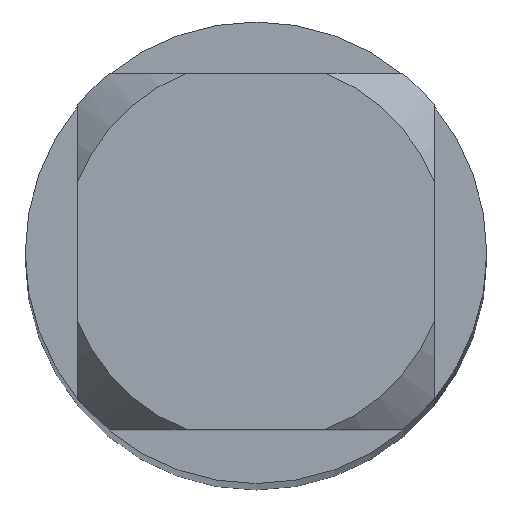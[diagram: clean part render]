
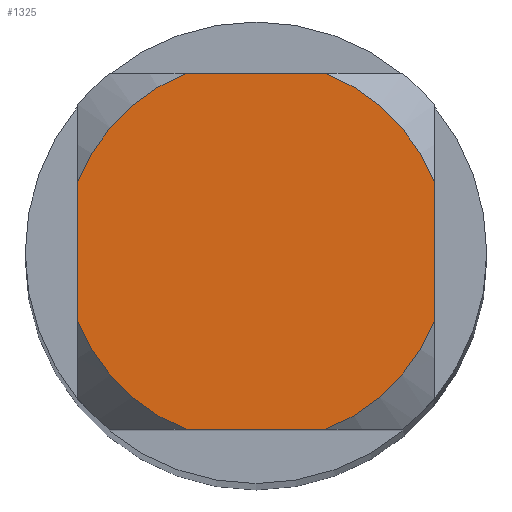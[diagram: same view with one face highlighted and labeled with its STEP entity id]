
A CAD part, top view. The second image highlights one B-rep face of the part: STEP entity #1325.
In plain terms, the highlighted planar face has unit normal (0, 0, 1).
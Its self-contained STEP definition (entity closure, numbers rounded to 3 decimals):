
#995=VERTEX_POINT('',#2879);
#1027=EDGE_CURVE('',#2419,#2681,#2913,.T.);
#1263=EDGE_CURVE('',#2419,#2035,#3173,.T.);
#1325=ADVANCED_FACE('',(#3240),#3241,.T.);
#1453=VERTEX_POINT('',#3388);
#1483=VERTEX_POINT('',#3422);
#1495=EDGE_CURVE('',#1483,#995,#3437,.T.);
#1521=VERTEX_POINT('',#3466);
#1899=EDGE_CURVE('',#1453,#1521,#3868,.T.);
#2035=VERTEX_POINT('',#4016);
#2045=EDGE_CURVE('',#2763,#2681,#4028,.T.);
#2221=EDGE_CURVE('',#2763,#1521,#4220,.T.);
#2419=VERTEX_POINT('',#4438);
#2623=EDGE_CURVE('',#1453,#995,#4655,.T.);
#2681=VERTEX_POINT('',#4718);
#2739=EDGE_CURVE('',#1483,#2035,#4785,.T.);
#2763=VERTEX_POINT('',#4810);
#2879=CARTESIAN_POINT('',(-0.529,1.35,0.0));
#2913=CIRCLE('',#5051,1.45);
#3173=LINE('',#6102,#6103);
#3240=FACE_OUTER_BOUND('',#6273,.T.);
#3241=PLANE('',#6274);
#3388=CARTESIAN_POINT('',(-1.35,0.529,0.0));
#3422=CARTESIAN_POINT('',(0.529,1.35,0.0));
#3437=LINE('',#6644,#6645);
#3466=CARTESIAN_POINT('',(-1.35,-0.529,0.0));
#3868=LINE('',#7719,#7720);
#4016=CARTESIAN_POINT('',(1.35,0.529,0.0));
#4028=LINE('',#8240,#8241);
#4220=CIRCLE('',#8835,1.45);
#4438=CARTESIAN_POINT('',(1.35,-0.529,0.0));
#4655=CIRCLE('',#9833,1.45);
#4718=CARTESIAN_POINT('',(0.529,-1.35,0.0));
#4785=CIRCLE('',#10041,1.45);
#4810=CARTESIAN_POINT('',(-0.529,-1.35,0.0));
#5051=AXIS2_PLACEMENT_3D('',#10238,#10239,#10240);
#6102=CARTESIAN_POINT('',(1.35,0.363,0.0));
#6103=VECTOR('',#10577,1.0);
#6273=EDGE_LOOP('',(#10643,#10644,#10645,#10646,#10647,#10648,#10649,#10650));
#6274=AXIS2_PLACEMENT_3D('',#10651,#10652,#10653);
#6644=CARTESIAN_POINT('',(0.0,1.35,0.0));
#6645=VECTOR('',#10931,1.0);
#7719=CARTESIAN_POINT('',(-1.35,0.363,0.0));
#7720=VECTOR('',#11302,1.0);
#8240=CARTESIAN_POINT('',(0.0,-1.35,0.0));
#8241=VECTOR('',#11553,1.0);
#8835=AXIS2_PLACEMENT_3D('',#11751,#11752,#11753);
#9833=AXIS2_PLACEMENT_3D('',#12171,#12172,#12173);
#10041=AXIS2_PLACEMENT_3D('',#12372,#12373,#12374);
#10238=CARTESIAN_POINT('',(0.0,0.0,0.0));
#10239=DIRECTION('',(0.0,0.0,-1.0));
#10240=DIRECTION('',(0.0,1.0,0.0));
#10577=DIRECTION('',(-0.0,1.0,0.0));
#10643=ORIENTED_EDGE('',*,*,#1899,.T.);
#10644=ORIENTED_EDGE('',*,*,#2221,.F.);
#10645=ORIENTED_EDGE('',*,*,#2045,.T.);
#10646=ORIENTED_EDGE('',*,*,#1027,.F.);
#10647=ORIENTED_EDGE('',*,*,#1263,.T.);
#10648=ORIENTED_EDGE('',*,*,#2739,.F.);
#10649=ORIENTED_EDGE('',*,*,#1495,.T.);
#10650=ORIENTED_EDGE('',*,*,#2623,.F.);
#10651=CARTESIAN_POINT('',(0.0,0.725,0.0));
#10652=DIRECTION('',(-0.0,0.0,1.0));
#10653=DIRECTION('',(0.0,-1.0,0.0));
#10931=DIRECTION('',(-1.0,0.0,0.0));
#11302=DIRECTION('',(-0.0,-1.0,0.0));
#11553=DIRECTION('',(1.0,0.0,0.0));
#11751=CARTESIAN_POINT('',(0.0,0.0,0.0));
#11752=DIRECTION('',(0.0,0.0,-1.0));
#11753=DIRECTION('',(0.0,1.0,0.0));
#12171=CARTESIAN_POINT('',(0.0,0.0,0.0));
#12172=DIRECTION('',(0.0,0.0,-1.0));
#12173=DIRECTION('',(0.0,1.0,0.0));
#12372=CARTESIAN_POINT('',(0.0,0.0,0.0));
#12373=DIRECTION('',(0.0,0.0,-1.0));
#12374=DIRECTION('',(0.0,1.0,0.0));
